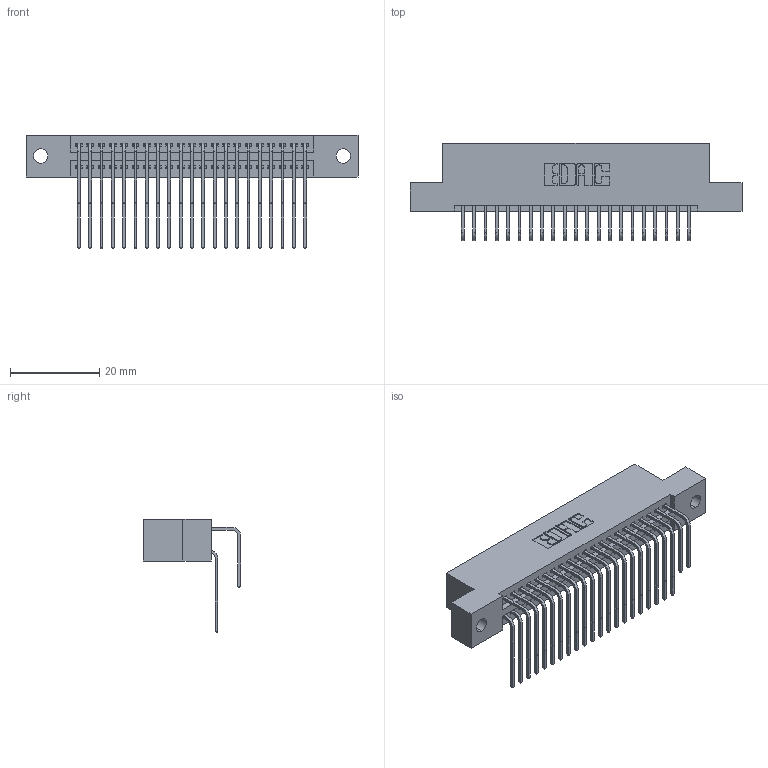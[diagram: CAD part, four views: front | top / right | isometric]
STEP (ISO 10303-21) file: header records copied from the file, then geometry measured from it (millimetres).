
FILE_DESCRIPTION (( 'STEP AP203' ), '1' );
FILE_NAME ('345-042-558-202.STEP', '2019-10-28T22:22:05', ( '' ), ( '' ), 'SwSTEP 2.0', 'SolidWorks 2016', '' );
FILE_SCHEMA (( 'CONFIG_CONTROL_DESIGN' ));
Length unit declared in the file: inch
Products named in the file (4): 345-292-001_558 559 Tail - 1; 345-042-558-202; 345-292-001_558 Tail - 2; 345 Part_Flush Mounting Lugs - 0.128 Dia
Assembly tree (43 placements, depth 2):
  345-042-558-202
    345 Part_Flush Mounting Lugs - 0.128 Dia
    345-292-001_558 559 Tail - 1  x21
    345-292-001_558 Tail - 2  x21
Bounding box: 74.55 x 21.83 x 25.53 mm (x, y, z)
Volume: 7252.4 mm3; surface area: 11180.2 mm2
Topology: 43 solids, 43 shells, 2310 faces, 6851 edges, 4510 vertices
Faces by surface type: plane 1550, cylinder 760
Entity records: 20959 total; most frequent: CARTESIAN_POINT 3579, ORIENTED_EDGE 3462, DIRECTION 3155, EDGE_CURVE 1731, VECTOR 1475, LINE 1475, VERTEX_POINT 1150, AXIS2_PLACEMENT_3D 840
